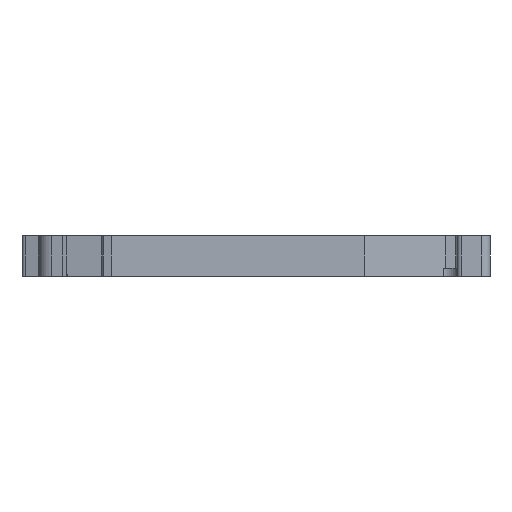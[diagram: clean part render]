
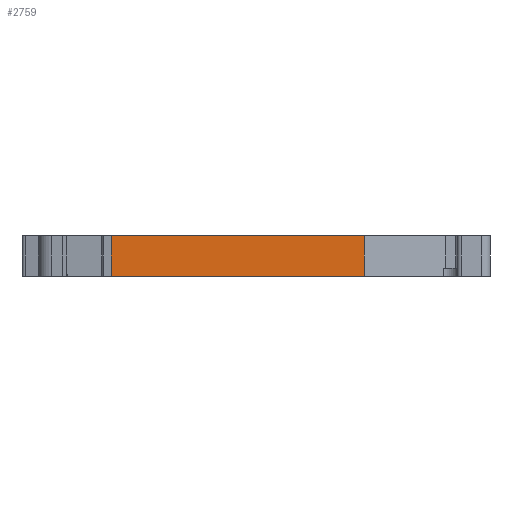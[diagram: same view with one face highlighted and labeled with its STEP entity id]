
A CAD part, left-side view. The second image highlights one B-rep face of the part: STEP entity #2759.
In plain terms, the highlighted planar face has unit normal (-1, 0, 0).
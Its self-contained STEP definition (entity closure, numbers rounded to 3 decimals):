
#828 = VERTEX_POINT ( 'NONE', #6756 ) ;
#1784 = VECTOR ( 'NONE', #2713, 1000. ) ;
#1802 = VECTOR ( 'NONE', #2825, 1000. ) ;
#1803 = LINE ( 'NONE', #2656, #1784 ) ;
#1829 = EDGE_LOOP ( 'NONE', ( #5414, #5440, #5465, #5500 ) ) ;
#1906 = LINE ( 'NONE', #2691, #1802 ) ;
#1939 = VECTOR ( 'NONE', #3730, 1000. ) ;
#1947 = LINE ( 'NONE', #3871, #1939 ) ;
#2629 = EDGE_CURVE ( 'NONE', #2936, #4349, #4710, .T. ) ;
#2656 = CARTESIAN_POINT ( 'NONE',  ( -40.975, 40.155, 5. ) ) ;
#2691 = CARTESIAN_POINT ( 'NONE',  ( -40.975, 9.115, 5. ) ) ;
#2713 = DIRECTION ( 'NONE',  ( 0., -1., 0. ) ) ;
#2759 = ADVANCED_FACE ( 'NONE', ( #4437 ), #5750, .F. ) ;
#2825 = DIRECTION ( 'NONE',  ( 0., 0., -1. ) ) ;
#2936 = VERTEX_POINT ( 'NONE', #4443 ) ;
#3730 = DIRECTION ( 'NONE',  ( 0., -1., 0. ) ) ;
#3871 = CARTESIAN_POINT ( 'NONE',  ( -40.975, 40.155, 0. ) ) ;
#3942 = VERTEX_POINT ( 'NONE', #5045 ) ;
#4349 = VERTEX_POINT ( 'NONE', #6397 ) ;
#4437 = FACE_OUTER_BOUND ( 'NONE', #1829, .T. ) ;
#4443 = CARTESIAN_POINT ( 'NONE',  ( -40.975, 40.155, 5. ) ) ;
#4559 = EDGE_CURVE ( 'NONE', #4349, #828, #1947, .T. ) ;
#4573 = AXIS2_PLACEMENT_3D ( 'NONE', #5741, #5731, #5712 ) ;
#4646 = EDGE_CURVE ( 'NONE', #3942, #828, #1906, .T. ) ;
#4659 = EDGE_CURVE ( 'NONE', #2936, #3942, #1803, .T. ) ;
#4701 = VECTOR ( 'NONE', #6837, 1000. ) ;
#4710 = LINE ( 'NONE', #6913, #4701 ) ;
#5045 = CARTESIAN_POINT ( 'NONE',  ( -40.975, 9.115, 5. ) ) ;
#5414 = ORIENTED_EDGE ( 'NONE', *, *, #4559, .T. ) ;
#5440 = ORIENTED_EDGE ( 'NONE', *, *, #4646, .F. ) ;
#5465 = ORIENTED_EDGE ( 'NONE', *, *, #4659, .F. ) ;
#5500 = ORIENTED_EDGE ( 'NONE', *, *, #2629, .T. ) ;
#5712 = DIRECTION ( 'NONE',  ( 0., 0., -1. ) ) ;
#5731 = DIRECTION ( 'NONE',  ( 1., 0., 0. ) ) ;
#5741 = CARTESIAN_POINT ( 'NONE',  ( -40.975, 40.155, 5. ) ) ;
#5750 = PLANE ( 'NONE',  #4573 ) ;
#6397 = CARTESIAN_POINT ( 'NONE',  ( -40.975, 40.155, 0. ) ) ;
#6756 = CARTESIAN_POINT ( 'NONE',  ( -40.975, 9.115, 0. ) ) ;
#6837 = DIRECTION ( 'NONE',  ( 0., 0., -1. ) ) ;
#6913 = CARTESIAN_POINT ( 'NONE',  ( -40.975, 40.155, 5. ) ) ;
